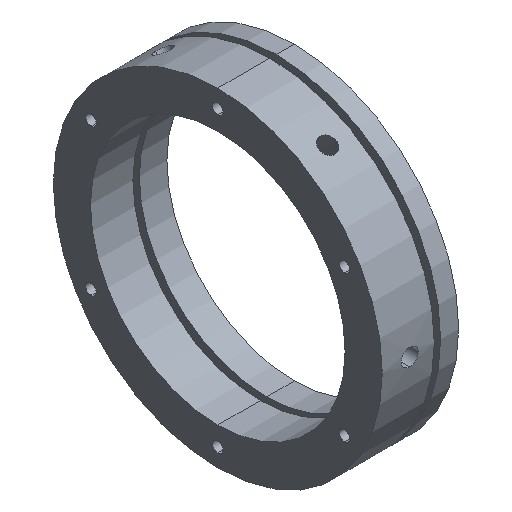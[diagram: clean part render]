
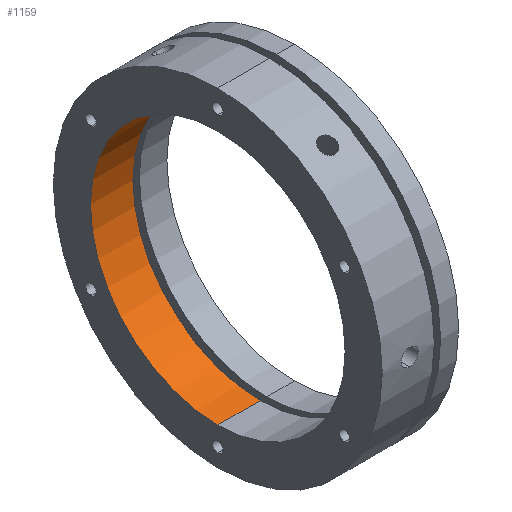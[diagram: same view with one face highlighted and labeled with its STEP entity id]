
A CAD part, isometric view. The second image highlights one B-rep face of the part: STEP entity #1159.
In plain terms, the highlighted cylindrical face has radius 60 mm (diameter 120 mm), a partial arc.
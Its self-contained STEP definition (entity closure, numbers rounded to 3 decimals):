
#382 = ORIENTED_EDGE ( 'NONE', *, *, #3024, .F. ) ;
#383 = ORIENTED_EDGE ( 'NONE', *, *, #2942, .F. ) ;
#427 = ORIENTED_EDGE ( 'NONE', *, *, #449, .F. ) ;
#428 = ORIENTED_EDGE ( 'NONE', *, *, #2940, .T. ) ;
#449 = EDGE_CURVE ( 'NONE', #3727, #3747, #4226, .T. ) ;
#633 = CARTESIAN_POINT ( 'NONE',  ( 20., 0., 0. ) ) ;
#634 = DIRECTION ( 'NONE',  ( -1., 0., 0. ) ) ;
#635 = DIRECTION ( 'NONE',  ( 0., 0., -1. ) ) ;
#1159 = ADVANCED_FACE ( 'NONE', ( #1387 ), #1396, .F. ) ;
#1183 = AXIS2_PLACEMENT_3D ( 'NONE', #2622, #2623, #2624 ) ;
#1387 = FACE_OUTER_BOUND ( 'NONE', #3090, .T. ) ;
#1396 = CYLINDRICAL_SURFACE ( 'NONE', #3304, 60. ) ;
#1438 = LINE ( 'NONE', #2136, #1440 ) ;
#1440 = VECTOR ( 'NONE', #2134, 1000. ) ;
#1441 = LINE ( 'NONE', #2141, #1443 ) ;
#1443 = VECTOR ( 'NONE', #2137, 1000. ) ;
#1559 = CIRCLE ( 'NONE', #1183, 60. ) ;
#2088 = DIRECTION ( 'NONE',  ( 0., 0., -1. ) ) ;
#2090 = DIRECTION ( 'NONE',  ( 1., 0., 0. ) ) ;
#2092 = CARTESIAN_POINT ( 'NONE',  ( 18., 0., 0. ) ) ;
#2134 = DIRECTION ( 'NONE',  ( 1., 0., 0. ) ) ;
#2136 = CARTESIAN_POINT ( 'NONE',  ( 18., 0., -60. ) ) ;
#2137 = DIRECTION ( 'NONE',  ( 1., 0., 0. ) ) ;
#2141 = CARTESIAN_POINT ( 'NONE',  ( 18., 0., 60. ) ) ;
#2622 = CARTESIAN_POINT ( 'NONE',  ( 0., 0., 0. ) ) ;
#2623 = DIRECTION ( 'NONE',  ( 1., 0., 0. ) ) ;
#2624 = DIRECTION ( 'NONE',  ( 0., 0., -1. ) ) ;
#2940 = EDGE_CURVE ( 'NONE', #3768, #3747, #1438, .T. ) ;
#2942 = EDGE_CURVE ( 'NONE', #3756, #3727, #1441, .T. ) ;
#3024 = EDGE_CURVE ( 'NONE', #3768, #3756, #1559, .T. ) ;
#3090 = EDGE_LOOP ( 'NONE', ( #383, #382, #428, #427 ) ) ;
#3304 = AXIS2_PLACEMENT_3D ( 'NONE', #2092, #2090, #2088 ) ;
#3727 = VERTEX_POINT ( 'NONE', #4630 ) ;
#3747 = VERTEX_POINT ( 'NONE', #4384 ) ;
#3756 = VERTEX_POINT ( 'NONE', #4393 ) ;
#3768 = VERTEX_POINT ( 'NONE', #4405 ) ;
#3850 = AXIS2_PLACEMENT_3D ( 'NONE', #633, #634, #635 ) ;
#4226 = CIRCLE ( 'NONE', #3850, 60. ) ;
#4384 = CARTESIAN_POINT ( 'NONE',  ( 20., 0., -60. ) ) ;
#4393 = CARTESIAN_POINT ( 'NONE',  ( 0., 0., 60. ) ) ;
#4405 = CARTESIAN_POINT ( 'NONE',  ( 0., 0., -60. ) ) ;
#4630 = CARTESIAN_POINT ( 'NONE',  ( 20., 0., 60. ) ) ;
